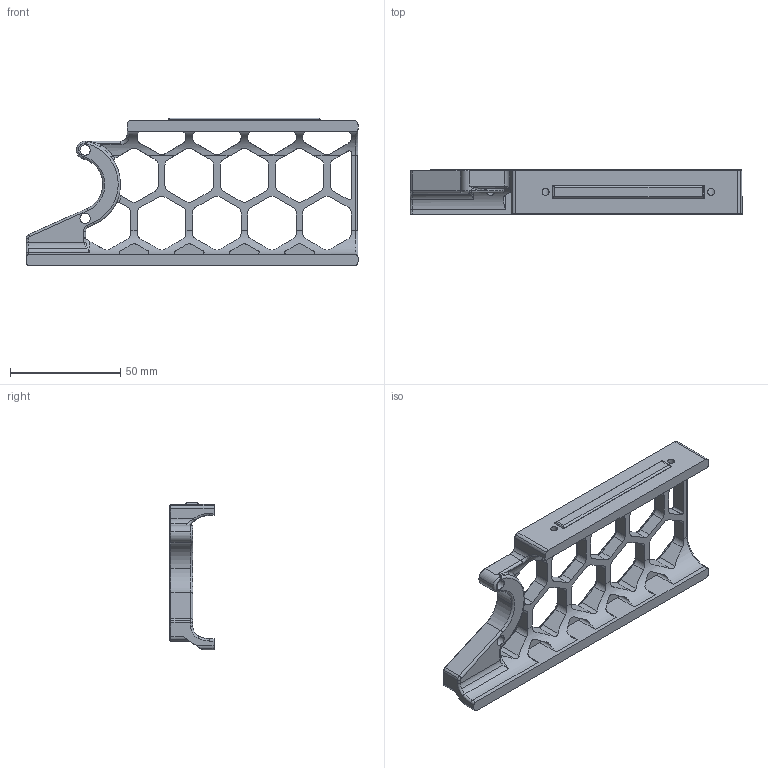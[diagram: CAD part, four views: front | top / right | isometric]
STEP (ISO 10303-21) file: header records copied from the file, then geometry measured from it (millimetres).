
FILE_DESCRIPTION (( 'STEP AP214' ), '1' );
FILE_NAME ('front_skirt_left_250_v2.4_button_PCB.STEP', '2023-01-08T20:59:55', ( '' ), ( '' ), 'SwSTEP 2.0', 'SolidWorks 2022', '' );
FILE_SCHEMA (( 'AUTOMOTIVE_DESIGN' ));
Length unit declared in the file: millimetre
Products named in the file (1): front_skirt_left_250_v2.4_button_PCB
Bounding box: 150.5 x 20 x 67 mm (x, y, z)
Volume: 41897.4 mm3; surface area: 24555.1 mm2
Topology: 1 solids, 1 shells, 682 faces, 1740 edges, 1058 vertices
Faces by surface type: plane 288, cylinder 216, cone 157, torus 15, bspline 6
Entity records: 21211 total; most frequent: CARTESIAN_POINT 4616, DIRECTION 3522, ORIENTED_EDGE 3476, EDGE_CURVE 1738, AXIS2_PLACEMENT_3D 1240, VERTEX_POINT 1058, VECTOR 1042, LINE 1042
